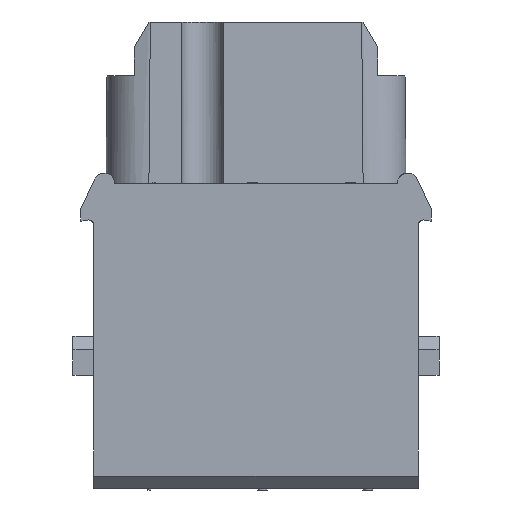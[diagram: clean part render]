
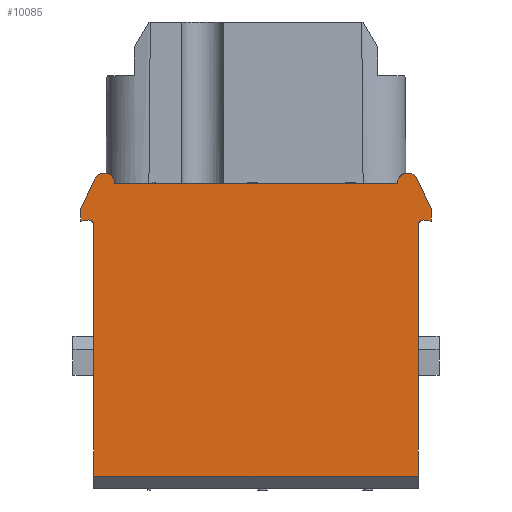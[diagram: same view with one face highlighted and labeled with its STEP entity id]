
A CAD part, left-side view. The second image highlights one B-rep face of the part: STEP entity #10085.
In plain terms, the highlighted planar face has unit normal (-1, 0, 0).
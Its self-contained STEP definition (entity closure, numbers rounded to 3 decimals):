
#29=DIRECTION('',(0.,1.,0.));
#30=VECTOR('',#29,26.396);
#31=CARTESIAN_POINT('',(-7.3,-13.198,-33.7));
#32=LINE('',#31,#30);
#715=DIRECTION('',(0.,-1.,0.));
#716=VECTOR('',#715,30.3);
#717=CARTESIAN_POINT('',(-7.3,15.15,-61.));
#718=LINE('',#717,#716);
#719=DIRECTION('',(0.,0.,1.));
#720=VECTOR('',#719,23.416);
#721=CARTESIAN_POINT('',(-7.3,15.15,-61.));
#722=LINE('',#721,#720);
#723=CARTESIAN_POINT('',(-7.3,15.65,-37.584));
#724=DIRECTION('',(-1.,0.,0.));
#725=DIRECTION('',(0.,-1.,0.));
#726=AXIS2_PLACEMENT_3D('',#723,#724,#725);
#728=DIRECTION('',(0.,0.985,-0.174));
#729=VECTOR('',#728,0.623);
#730=CARTESIAN_POINT('',(-7.3,15.737,-37.092));
#731=LINE('',#730,#729);
#732=DIRECTION('',(0.,0.,1.));
#733=VECTOR('',#732,1.2);
#734=CARTESIAN_POINT('',(-7.3,16.35,-37.2));
#735=LINE('',#734,#733);
#736=DIRECTION('',(0.,-0.423,0.906));
#737=VECTOR('',#736,3.014);
#738=CARTESIAN_POINT('',(-7.3,16.35,-36.));
#739=LINE('',#738,#737);
#740=CARTESIAN_POINT('',(-7.3,15.076,-33.268));
#741=CARTESIAN_POINT('',(-7.3,15.034,-33.178));
#742=CARTESIAN_POINT('',(-7.3,14.928,-33.019));
#743=CARTESIAN_POINT('',(-7.3,14.703,-32.831));
#744=CARTESIAN_POINT('',(-7.3,14.436,-32.718));
#745=CARTESIAN_POINT('',(-7.3,14.147,-32.687));
#746=CARTESIAN_POINT('',(-7.3,13.862,-32.739));
#747=CARTESIAN_POINT('',(-7.3,13.604,-32.872));
#748=CARTESIAN_POINT('',(-7.3,13.394,-33.074));
#749=CARTESIAN_POINT('',(-7.3,13.252,-33.33));
#750=CARTESIAN_POINT('',(-7.3,13.21,-33.515));
#751=CARTESIAN_POINT('',(-7.3,13.202,-33.617));
#753=CARTESIAN_POINT('',(-7.3,-13.202,-33.617));
#754=CARTESIAN_POINT('',(-7.3,-13.21,-33.515));
#755=CARTESIAN_POINT('',(-7.3,-13.252,-33.33));
#756=CARTESIAN_POINT('',(-7.3,-13.394,-33.074));
#757=CARTESIAN_POINT('',(-7.3,-13.604,-32.872));
#758=CARTESIAN_POINT('',(-7.3,-13.862,-32.739));
#759=CARTESIAN_POINT('',(-7.3,-14.147,-32.687));
#760=CARTESIAN_POINT('',(-7.3,-14.436,-32.718));
#761=CARTESIAN_POINT('',(-7.3,-14.703,-32.831));
#762=CARTESIAN_POINT('',(-7.3,-14.928,-33.019));
#763=CARTESIAN_POINT('',(-7.3,-15.034,-33.178));
#764=CARTESIAN_POINT('',(-7.3,-15.076,-33.268));
#766=DIRECTION('',(0.,-0.423,-0.906));
#767=VECTOR('',#766,3.014);
#768=CARTESIAN_POINT('',(-7.3,-15.076,-33.268));
#769=LINE('',#768,#767);
#770=DIRECTION('',(0.,0.,-1.));
#771=VECTOR('',#770,1.2);
#772=CARTESIAN_POINT('',(-7.3,-16.35,-36.));
#773=LINE('',#772,#771);
#774=DIRECTION('',(0.,0.985,0.174));
#775=VECTOR('',#774,0.623);
#776=CARTESIAN_POINT('',(-7.3,-16.35,-37.2));
#777=LINE('',#776,#775);
#778=CARTESIAN_POINT('',(-7.3,-15.65,-37.584));
#779=DIRECTION('',(-1.,0.,0.));
#780=DIRECTION('',(0.,-0.174,0.985));
#781=AXIS2_PLACEMENT_3D('',#778,#779,#780);
#783=DIRECTION('',(0.,0.,-1.));
#784=VECTOR('',#783,23.416);
#785=CARTESIAN_POINT('',(-7.3,-15.15,-37.584));
#786=LINE('',#785,#784);
#836=DIRECTION('',(0.,0.051,0.999));
#837=VECTOR('',#836,0.083);
#838=CARTESIAN_POINT('',(-7.3,13.198,-33.7));
#839=LINE('',#838,#837);
#864=DIRECTION('',(0.,0.051,-0.999));
#865=VECTOR('',#864,0.083);
#866=CARTESIAN_POINT('',(-7.3,-13.202,-33.617));
#867=LINE('',#866,#865);
#8083=CARTESIAN_POINT('',(-7.3,-13.198,-33.7));
#8084=VERTEX_POINT('',#8083);
#8085=CARTESIAN_POINT('',(-7.3,13.198,-33.7));
#8086=VERTEX_POINT('',#8085);
#8941=CARTESIAN_POINT('',(-7.3,15.15,-37.584));
#8942=VERTEX_POINT('',#8941);
#8943=CARTESIAN_POINT('',(-7.3,15.15,-61.));
#8944=VERTEX_POINT('',#8943);
#8971=CARTESIAN_POINT('',(-7.3,-15.15,-61.));
#8972=VERTEX_POINT('',#8971);
#8973=CARTESIAN_POINT('',(-7.3,-15.15,-37.584));
#8974=VERTEX_POINT('',#8973);
#9005=CARTESIAN_POINT('',(-7.3,15.737,-37.092));
#9006=VERTEX_POINT('',#9005);
#9007=CARTESIAN_POINT('',(-7.3,16.35,-37.2));
#9008=VERTEX_POINT('',#9007);
#9009=CARTESIAN_POINT('',(-7.3,16.35,-36.));
#9010=VERTEX_POINT('',#9009);
#9011=CARTESIAN_POINT('',(-7.3,15.076,-33.268));
#9012=VERTEX_POINT('',#9011);
#9013=VERTEX_POINT('',#751);
#9014=CARTESIAN_POINT('',(-7.3,-13.202,-33.617));
#9015=VERTEX_POINT('',#9014);
#9016=VERTEX_POINT('',#764);
#9017=CARTESIAN_POINT('',(-7.3,-16.35,-36.));
#9018=VERTEX_POINT('',#9017);
#9019=CARTESIAN_POINT('',(-7.3,-16.35,-37.2));
#9020=VERTEX_POINT('',#9019);
#9021=CARTESIAN_POINT('',(-7.3,-15.737,-37.092));
#9022=VERTEX_POINT('',#9021);
#10050=CARTESIAN_POINT('',(-7.3,15.2,-53.2));
#10051=DIRECTION('',(1.,0.,0.));
#10052=DIRECTION('',(0.,-1.,0.));
#10053=AXIS2_PLACEMENT_3D('',#10050,#10051,#10052);
#10054=PLANE('',#10053);
#10055=ORIENTED_EDGE('',*,*,#10043,.F.);
#10056=ORIENTED_EDGE('',*,*,#9738,.T.);
#10058=ORIENTED_EDGE('',*,*,#10057,.T.);
#10060=ORIENTED_EDGE('',*,*,#10059,.T.);
#10062=ORIENTED_EDGE('',*,*,#10061,.T.);
#10064=ORIENTED_EDGE('',*,*,#10063,.T.);
#10066=ORIENTED_EDGE('',*,*,#10065,.T.);
#10068=ORIENTED_EDGE('',*,*,#10067,.F.);
#10069=ORIENTED_EDGE('',*,*,#9492,.F.);
#10071=ORIENTED_EDGE('',*,*,#10070,.F.);
#10073=ORIENTED_EDGE('',*,*,#10072,.T.);
#10075=ORIENTED_EDGE('',*,*,#10074,.T.);
#10077=ORIENTED_EDGE('',*,*,#10076,.T.);
#10079=ORIENTED_EDGE('',*,*,#10078,.T.);
#10081=ORIENTED_EDGE('',*,*,#10080,.T.);
#10082=ORIENTED_EDGE('',*,*,#9786,.T.);
#10083=EDGE_LOOP('',(#10055,#10056,#10058,#10060,#10062,#10064,#10066,#10068,
#10069,#10071,#10073,#10075,#10077,#10079,#10081,#10082));
#10084=FACE_OUTER_BOUND('',#10083,.F.);
#10085=ADVANCED_FACE('',(#10084),#10054,.F.);
#727=CIRCLE('',#726,0.5);
#752=B_SPLINE_CURVE_WITH_KNOTS('',3,(#740,#741,#742,#743,#744,#745,#746,#747,
#748,#749,#750,#751),.UNSPECIFIED.,.F.,.F.,(4,1,1,1,1,1,1,1,1,4),(0.,
0.111,0.222,0.333,0.444,
0.556,0.667,0.778,0.889,1.),
.UNSPECIFIED.);
#765=B_SPLINE_CURVE_WITH_KNOTS('',3,(#753,#754,#755,#756,#757,#758,#759,#760,
#761,#762,#763,#764),.UNSPECIFIED.,.F.,.F.,(4,1,1,1,1,1,1,1,1,4),(0.,
0.111,0.222,0.333,0.444,
0.556,0.667,0.778,0.889,1.),
.UNSPECIFIED.);
#782=CIRCLE('',#781,0.5);
#9492=EDGE_CURVE('',#8084,#8086,#32,.T.);
#9738=EDGE_CURVE('',#8944,#8942,#722,.T.);
#9786=EDGE_CURVE('',#8974,#8972,#786,.T.);
#10043=EDGE_CURVE('',#8944,#8972,#718,.T.);
#10057=EDGE_CURVE('',#8942,#9006,#727,.T.);
#10059=EDGE_CURVE('',#9006,#9008,#731,.T.);
#10061=EDGE_CURVE('',#9008,#9010,#735,.T.);
#10063=EDGE_CURVE('',#9010,#9012,#739,.T.);
#10065=EDGE_CURVE('',#9012,#9013,#752,.T.);
#10067=EDGE_CURVE('',#8086,#9013,#839,.T.);
#10070=EDGE_CURVE('',#9015,#8084,#867,.T.);
#10072=EDGE_CURVE('',#9015,#9016,#765,.T.);
#10074=EDGE_CURVE('',#9016,#9018,#769,.T.);
#10076=EDGE_CURVE('',#9018,#9020,#773,.T.);
#10078=EDGE_CURVE('',#9020,#9022,#777,.T.);
#10080=EDGE_CURVE('',#9022,#8974,#782,.T.);
